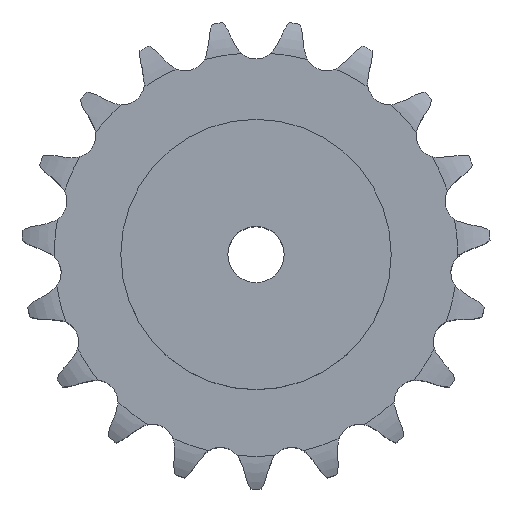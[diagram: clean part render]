
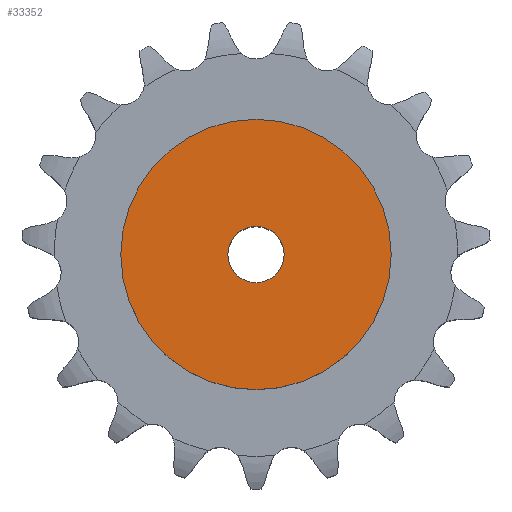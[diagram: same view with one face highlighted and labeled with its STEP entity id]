
A CAD part, top view. The second image highlights one B-rep face of the part: STEP entity #33352.
In plain terms, the highlighted planar face has unit normal (0, 0, 1).
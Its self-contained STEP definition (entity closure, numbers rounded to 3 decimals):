
#18066 = CYLINDRICAL_SURFACE('',#18067,12.5);
#18067 = AXIS2_PLACEMENT_3D('',#18068,#18069,#18070);
#18068 = CARTESIAN_POINT('',(0.,0.,342.07));
#18069 = DIRECTION('',(0.,0.,1.));
#18070 = DIRECTION('',(1.,0.,0.));
#22891 = EDGE_CURVE('',#22892,#22892,#22894,.T.);
#22892 = VERTEX_POINT('',#22893);
#22893 = CARTESIAN_POINT('',(12.5,0.,115.));
#22894 = SURFACE_CURVE('',#22895,(#22900,#22907),.PCURVE_S1.);
#22895 = CIRCLE('',#22896,12.5);
#22896 = AXIS2_PLACEMENT_3D('',#22897,#22898,#22899);
#22897 = CARTESIAN_POINT('',(0.,0.,115.));
#22898 = DIRECTION('',(0.,0.,1.));
#22899 = DIRECTION('',(1.,0.,0.));
#22900 = PCURVE('',#18066,#22901);
#22901 = DEFINITIONAL_REPRESENTATION('',(#22902),#22906);
#22902 = LINE('',#22903,#22904);
#22903 = CARTESIAN_POINT('',(0.,-227.07));
#22904 = VECTOR('',#22905,1.);
#22905 = DIRECTION('',(1.,0.));
#22906 = ( GEOMETRIC_REPRESENTATION_CONTEXT(2) 
PARAMETRIC_REPRESENTATION_CONTEXT() REPRESENTATION_CONTEXT('2D SPACE',''
  ) );
#22907 = PCURVE('',#22908,#22913);
#22908 = PLANE('',#22909);
#22909 = AXIS2_PLACEMENT_3D('',#22910,#22911,#22912);
#22910 = CARTESIAN_POINT('',(0.,0.,115.
    ));
#22911 = DIRECTION('',(0.,0.,1.));
#22912 = DIRECTION('',(1.,0.,0.));
#22913 = DEFINITIONAL_REPRESENTATION('',(#22914),#22918);
#22914 = CIRCLE('',#22915,12.5);
#22915 = AXIS2_PLACEMENT_2D('',#22916,#22917);
#22916 = CARTESIAN_POINT('',(0.,0.));
#22917 = DIRECTION('',(1.,0.));
#22918 = ( GEOMETRIC_REPRESENTATION_CONTEXT(2) 
PARAMETRIC_REPRESENTATION_CONTEXT() REPRESENTATION_CONTEXT('2D SPACE',''
  ) );
#33352 = ADVANCED_FACE('',(#33353,#33384),#22908,.T.);
#33353 = FACE_BOUND('',#33354,.T.);
#33354 = EDGE_LOOP('',(#33355));
#33355 = ORIENTED_EDGE('',*,*,#33356,.T.);
#33356 = EDGE_CURVE('',#33357,#33357,#33359,.T.);
#33357 = VERTEX_POINT('',#33358);
#33358 = CARTESIAN_POINT('',(60.,0.,115.));
#33359 = SURFACE_CURVE('',#33360,(#33365,#33372),.PCURVE_S1.);
#33360 = CIRCLE('',#33361,60.);
#33361 = AXIS2_PLACEMENT_3D('',#33362,#33363,#33364);
#33362 = CARTESIAN_POINT('',(0.,0.,115.));
#33363 = DIRECTION('',(0.,0.,1.));
#33364 = DIRECTION('',(1.,0.,0.));
#33365 = PCURVE('',#22908,#33366);
#33366 = DEFINITIONAL_REPRESENTATION('',(#33367),#33371);
#33367 = CIRCLE('',#33368,60.);
#33368 = AXIS2_PLACEMENT_2D('',#33369,#33370);
#33369 = CARTESIAN_POINT('',(0.,0.));
#33370 = DIRECTION('',(1.,0.));
#33371 = ( GEOMETRIC_REPRESENTATION_CONTEXT(2) 
PARAMETRIC_REPRESENTATION_CONTEXT() REPRESENTATION_CONTEXT('2D SPACE',''
  ) );
#33372 = PCURVE('',#33373,#33378);
#33373 = CYLINDRICAL_SURFACE('',#33374,60.);
#33374 = AXIS2_PLACEMENT_3D('',#33375,#33376,#33377);
#33375 = CARTESIAN_POINT('',(0.,0.,0.));
#33376 = DIRECTION('',(-0.,-0.,-1.));
#33377 = DIRECTION('',(1.,0.,0.));
#33378 = DEFINITIONAL_REPRESENTATION('',(#33379),#33383);
#33379 = LINE('',#33380,#33381);
#33380 = CARTESIAN_POINT('',(-0.,-115.));
#33381 = VECTOR('',#33382,1.);
#33382 = DIRECTION('',(-1.,0.));
#33383 = ( GEOMETRIC_REPRESENTATION_CONTEXT(2) 
PARAMETRIC_REPRESENTATION_CONTEXT() REPRESENTATION_CONTEXT('2D SPACE',''
  ) );
#33384 = FACE_BOUND('',#33385,.T.);
#33385 = EDGE_LOOP('',(#33386));
#33386 = ORIENTED_EDGE('',*,*,#22891,.F.);
